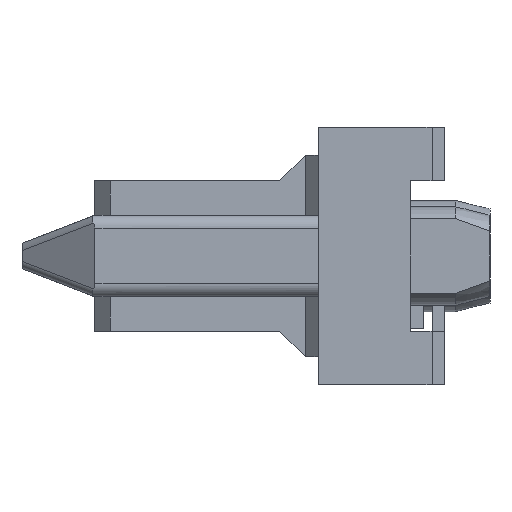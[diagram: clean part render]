
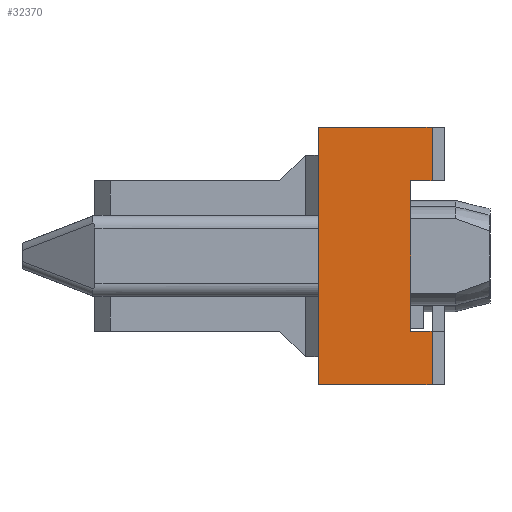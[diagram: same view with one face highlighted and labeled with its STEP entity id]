
A CAD part, left-side view. The second image highlights one B-rep face of the part: STEP entity #32370.
In plain terms, the highlighted planar face has unit normal (-1, 0, 0).
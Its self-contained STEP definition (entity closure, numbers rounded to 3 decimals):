
#3639=DIRECTION('',(0.,-1.,0.));
#3640=VECTOR('',#3639,2.65);
#3641=CARTESIAN_POINT('',(-21.365,2.95,3.));
#3642=LINE('',#3641,#3640);
#4059=DIRECTION('',(0.,-1.,0.));
#4060=VECTOR('',#4059,2.65);
#4061=CARTESIAN_POINT('',(-21.365,2.95,-3.));
#4062=LINE('',#4061,#4060);
#11710=DIRECTION('',(0.,1.,0.));
#11711=VECTOR('',#11710,0.5);
#11712=CARTESIAN_POINT('',(-21.365,0.3,-1.75));
#11713=LINE('',#11712,#11711);
#11714=DIRECTION('',(0.,0.,1.));
#11715=VECTOR('',#11714,6.);
#11716=CARTESIAN_POINT('',(-21.365,2.95,-3.));
#11717=LINE('',#11716,#11715);
#11718=DIRECTION('',(0.,1.,0.));
#11719=VECTOR('',#11718,0.5);
#11720=CARTESIAN_POINT('',(-21.365,0.3,1.75));
#11721=LINE('',#11720,#11719);
#11722=DIRECTION('',(0.,0.,1.));
#11723=VECTOR('',#11722,3.5);
#11724=CARTESIAN_POINT('',(-21.365,0.8,-1.75));
#11725=LINE('',#11724,#11723);
#11730=DIRECTION('',(0.,0.,1.));
#11731=VECTOR('',#11730,1.25);
#11732=CARTESIAN_POINT('',(-21.365,0.3,-3.));
#11733=LINE('',#11732,#11731);
#11738=DIRECTION('',(0.,0.,1.));
#11739=VECTOR('',#11738,1.25);
#11740=CARTESIAN_POINT('',(-21.365,0.3,1.75));
#11741=LINE('',#11740,#11739);
#12848=CARTESIAN_POINT('',(-21.365,2.95,-3.));
#12849=CARTESIAN_POINT('',(-21.365,0.3,-3.));
#12850=VERTEX_POINT('',#12848);
#12851=VERTEX_POINT('',#12849);
#12864=CARTESIAN_POINT('',(-21.365,2.95,3.));
#12865=CARTESIAN_POINT('',(-21.365,0.3,3.));
#12866=VERTEX_POINT('',#12864);
#12867=VERTEX_POINT('',#12865);
#12904=CARTESIAN_POINT('',(-21.365,0.3,-1.75));
#12905=CARTESIAN_POINT('',(-21.365,0.8,-1.75));
#12906=VERTEX_POINT('',#12904);
#12907=VERTEX_POINT('',#12905);
#12908=CARTESIAN_POINT('',(-21.365,0.8,1.75));
#12909=VERTEX_POINT('',#12908);
#12910=CARTESIAN_POINT('',(-21.365,0.3,1.75));
#12911=VERTEX_POINT('',#12910);
#32353=CARTESIAN_POINT('',(-21.365,2.95,-3.));
#32354=DIRECTION('',(-1.,0.,0.));
#32355=DIRECTION('',(0.,-1.,0.));
#32356=AXIS2_PLACEMENT_3D('',#32353,#32354,#32355);
#32357=PLANE('',#32356);
#32358=ORIENTED_EDGE('',*,*,#32177,.F.);
#32360=ORIENTED_EDGE('',*,*,#32359,.F.);
#32361=ORIENTED_EDGE('',*,*,#20716,.F.);
#32362=ORIENTED_EDGE('',*,*,#20072,.T.);
#32363=ORIENTED_EDGE('',*,*,#20254,.T.);
#32365=ORIENTED_EDGE('',*,*,#32364,.F.);
#32366=ORIENTED_EDGE('',*,*,#32289,.T.);
#32367=ORIENTED_EDGE('',*,*,#32240,.F.);
#32368=EDGE_LOOP('',(#32358,#32360,#32361,#32362,#32363,#32365,#32366,#32367));
#32369=FACE_OUTER_BOUND('',#32368,.F.);
#32370=ADVANCED_FACE('',(#32369),#32357,.T.);
#20072=EDGE_CURVE('',#12850,#12866,#11717,.T.);
#20254=EDGE_CURVE('',#12866,#12867,#3642,.T.);
#20716=EDGE_CURVE('',#12850,#12851,#4062,.T.);
#32177=EDGE_CURVE('',#12906,#12907,#11713,.T.);
#32240=EDGE_CURVE('',#12907,#12909,#11725,.T.);
#32289=EDGE_CURVE('',#12911,#12909,#11721,.T.);
#32359=EDGE_CURVE('',#12851,#12906,#11733,.T.);
#32364=EDGE_CURVE('',#12911,#12867,#11741,.T.);
